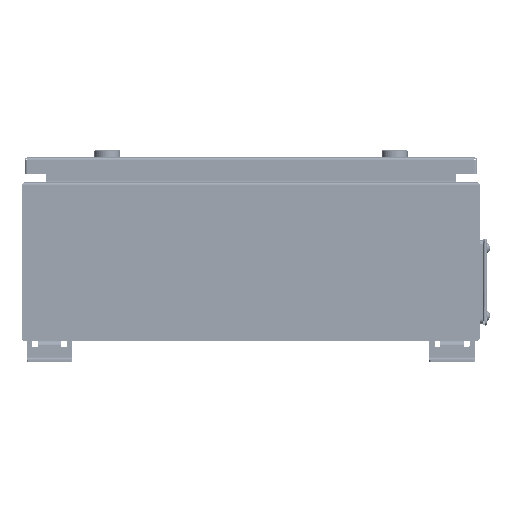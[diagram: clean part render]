
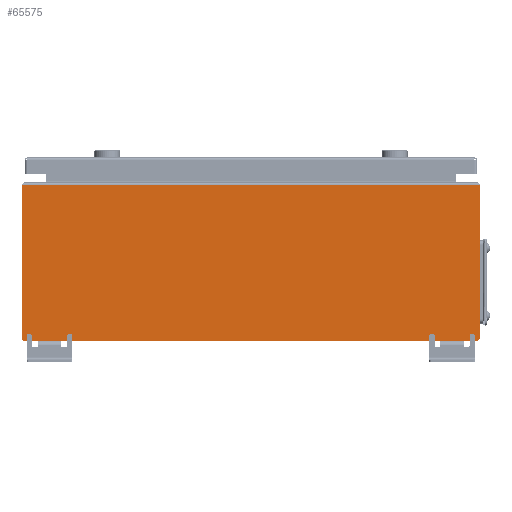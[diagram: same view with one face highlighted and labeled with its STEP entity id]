
A CAD part, left-side view. The second image highlights one B-rep face of the part: STEP entity #65575.
In plain terms, the highlighted planar face has unit normal (-1, 0, 0).
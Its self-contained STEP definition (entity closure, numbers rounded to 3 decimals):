
#437 = DIRECTION ( 'NONE',  ( 0., 0., 1. ) ) ;
#894 = LINE ( 'NONE', #7957, #63894 ) ;
#1639 = VERTEX_POINT ( 'NONE', #34778 ) ;
#3585 = AXIS2_PLACEMENT_3D ( 'NONE', #62936, #27812, #72558 ) ;
#3694 = PLANE ( 'NONE',  #61298 ) ;
#4043 = CARTESIAN_POINT ( 'NONE',  ( -1.5, 0., 0. ) ) ;
#7657 = ORIENTED_EDGE ( 'NONE', *, *, #38359, .F. ) ;
#7957 = CARTESIAN_POINT ( 'NONE',  ( -1.5, -250., -86.5 ) ) ;
#8555 = DIRECTION ( 'NONE',  ( 0., 0., -1. ) ) ;
#8874 = CARTESIAN_POINT ( 'NONE',  ( -1.5, -250., 83.5 ) ) ;
#10408 = VERTEX_POINT ( 'NONE', #13837 ) ;
#13304 = VECTOR ( 'NONE', #28134, 1000. ) ;
#13837 = CARTESIAN_POINT ( 'NONE',  ( -1.5, -247., -86.5 ) ) ;
#15136 = DIRECTION ( 'NONE',  ( -1., 0., 0. ) ) ;
#15193 = ORIENTED_EDGE ( 'NONE', *, *, #31805, .T. ) ;
#15702 = CIRCLE ( 'NONE', #55784, 3. ) ;
#15908 = LINE ( 'NONE', #59163, #60271 ) ;
#20194 = CARTESIAN_POINT ( 'NONE',  ( -1.5, -250., -83.5 ) ) ;
#21859 = CARTESIAN_POINT ( 'NONE',  ( -1.5, 250., 86.5 ) ) ;
#22572 = EDGE_CURVE ( 'NONE', #48479, #31544, #30498, .T. ) ;
#22804 = ORIENTED_EDGE ( 'NONE', *, *, #40208, .T. ) ;
#24528 = VERTEX_POINT ( 'NONE', #20194 ) ;
#24925 = CARTESIAN_POINT ( 'NONE',  ( -1.5, -250., 83.5 ) ) ;
#27812 = DIRECTION ( 'NONE',  ( -1., 0., 0. ) ) ;
#28134 = DIRECTION ( 'NONE',  ( 0., 0., 1. ) ) ;
#29690 = DIRECTION ( 'NONE',  ( -1., 0., 0. ) ) ;
#29744 = CARTESIAN_POINT ( 'NONE',  ( -1.5, 250., 83.5 ) ) ;
#30153 = DIRECTION ( 'NONE',  ( 0., 1., 0. ) ) ;
#30498 = LINE ( 'NONE', #24925, #72949 ) ;
#31544 = VERTEX_POINT ( 'NONE', #29744 ) ;
#31805 = EDGE_CURVE ( 'NONE', #10408, #24528, #41421, .T. ) ;
#32169 = EDGE_CURVE ( 'NONE', #48479, #24528, #15908, .T. ) ;
#34778 = CARTESIAN_POINT ( 'NONE',  ( -1.5, 247., -86.5 ) ) ;
#35084 = ORIENTED_EDGE ( 'NONE', *, *, #58501, .F. ) ;
#37715 = DIRECTION ( 'NONE',  ( 0., 0., 1. ) ) ;
#38359 = EDGE_CURVE ( 'NONE', #44712, #31544, #67352, .T. ) ;
#38807 = ORIENTED_EDGE ( 'NONE', *, *, #32169, .F. ) ;
#40208 = EDGE_CURVE ( 'NONE', #44712, #1639, #15702, .T. ) ;
#41421 = CIRCLE ( 'NONE', #3585, 3. ) ;
#42928 = ORIENTED_EDGE ( 'NONE', *, *, #22572, .T. ) ;
#43388 = DIRECTION ( 'NONE',  ( 0., 1., 0. ) ) ;
#44712 = VERTEX_POINT ( 'NONE', #57693 ) ;
#48479 = VERTEX_POINT ( 'NONE', #8874 ) ;
#52993 = EDGE_LOOP ( 'NONE', ( #35084, #15193, #38807, #42928, #7657, #22804 ) ) ;
#54321 = FACE_OUTER_BOUND ( 'NONE', #52993, .T. ) ;
#55784 = AXIS2_PLACEMENT_3D ( 'NONE', #68900, #29690, #437 ) ;
#57693 = CARTESIAN_POINT ( 'NONE',  ( -1.5, 250., -83.5 ) ) ;
#58501 = EDGE_CURVE ( 'NONE', #10408, #1639, #894, .T. ) ;
#59163 = CARTESIAN_POINT ( 'NONE',  ( -1.5, -250., 86.5 ) ) ;
#60271 = VECTOR ( 'NONE', #8555, 1000. ) ;
#61298 = AXIS2_PLACEMENT_3D ( 'NONE', #4043, #15136, #37715 ) ;
#62936 = CARTESIAN_POINT ( 'NONE',  ( -1.5, -247., -83.5 ) ) ;
#63894 = VECTOR ( 'NONE', #30153, 1000. ) ;
#65575 = ADVANCED_FACE ( 'NONE', ( #54321 ), #3694, .T. ) ;
#67352 = LINE ( 'NONE', #21859, #13304 ) ;
#68900 = CARTESIAN_POINT ( 'NONE',  ( -1.5, 247., -83.5 ) ) ;
#72558 = DIRECTION ( 'NONE',  ( 0., 0., 1. ) ) ;
#72949 = VECTOR ( 'NONE', #43388, 1000. ) ;
